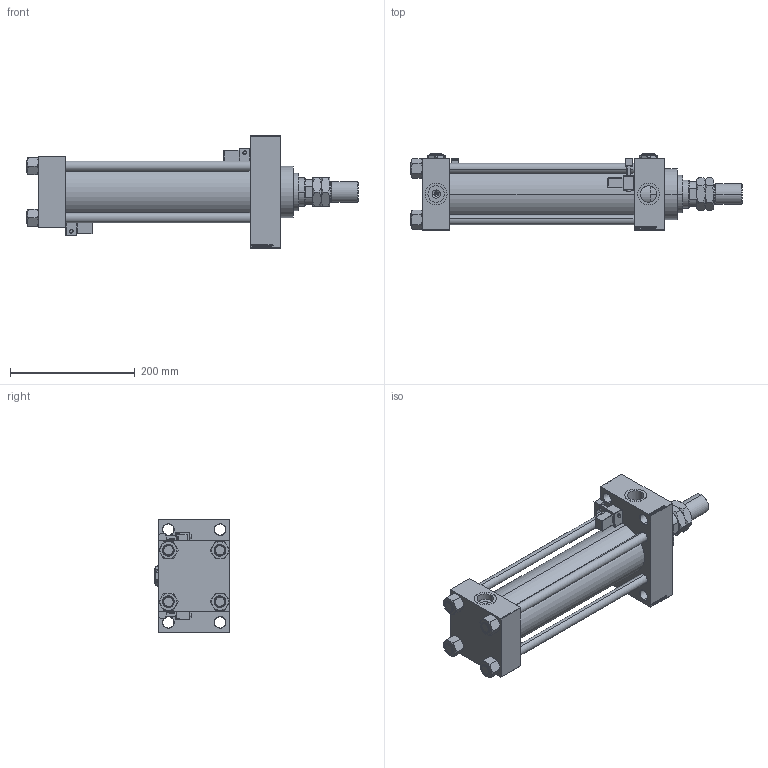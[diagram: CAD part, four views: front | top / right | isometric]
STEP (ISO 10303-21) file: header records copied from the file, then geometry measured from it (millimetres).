
FILE_DESCRIPTION (( 'STEP AP203' ), '1' );
FILE_NAME ('493a.STEP', '2022-04-15T20:38:08', ( '' ), ( '' ), 'SwSTEP 2.0', 'SolidWorks 2019', '' );
FILE_SCHEMA (( 'CONFIG_CONTROL_DESIGN' ));
Length unit declared in the file: millimetre
Products named in the file (9): V215CR_MSU 8217a938e7f782a9ddbaf1c669ebf3b5; NUT_M5_D 8217a938e7f782a9ddbaf1c669ebf3b5; V215_VC_A 8217a938e7f782a9ddbaf1c669ebf3b5; V215CR_D_Body 8217a938e7f782a9ddbaf1c669ebf3b5; V215CR_D_TYCINKA 8217a938e7f782a9ddbaf1c669ebf3b5; Zatka_pro_OIL_PORT 8217a938e7f782a9ddbaf1c669ebf3b5; 493a; MTA 8217a938e7f782a9ddbaf1c669ebf3b5; V215CR_VCP_D 8217a938e7f782a9ddbaf1c669ebf3b5
Assembly tree (16 placements, depth 2):
  493a
    V215CR_D_Body 8217a938e7f782a9ddbaf1c669ebf3b5
    V215CR_VCP_D 8217a938e7f782a9ddbaf1c669ebf3b5
    NUT_M5_D 8217a938e7f782a9ddbaf1c669ebf3b5  x4
    V215CR_D_TYCINKA 8217a938e7f782a9ddbaf1c669ebf3b5  x4
    V215_VC_A 8217a938e7f782a9ddbaf1c669ebf3b5
    MTA 8217a938e7f782a9ddbaf1c669ebf3b5
    V215CR_MSU 8217a938e7f782a9ddbaf1c669ebf3b5  x2
    Zatka_pro_OIL_PORT 8217a938e7f782a9ddbaf1c669ebf3b5  x2
Bounding box: 533 x 122 x 180 mm (x, y, z)
Volume: 2850867.1 mm3; surface area: 532860.7 mm2
Topology: 16 solids, 16 shells, 1463 faces, 3612 edges, 2284 vertices
Faces by surface type: plane 668, bspline 368, cone 214, cylinder 167, sphere 24, torus 22
Entity records: 53881 total; most frequent: CARTESIAN_POINT 26874, ORIENTED_EDGE 5914, DIRECTION 4147, EDGE_CURVE 2957, VERTEX_POINT 1908, LINE 1695, VECTOR 1695, EDGE_LOOP 1333
